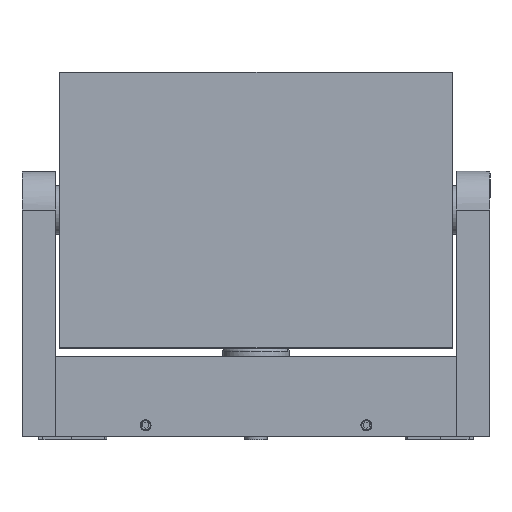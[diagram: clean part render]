
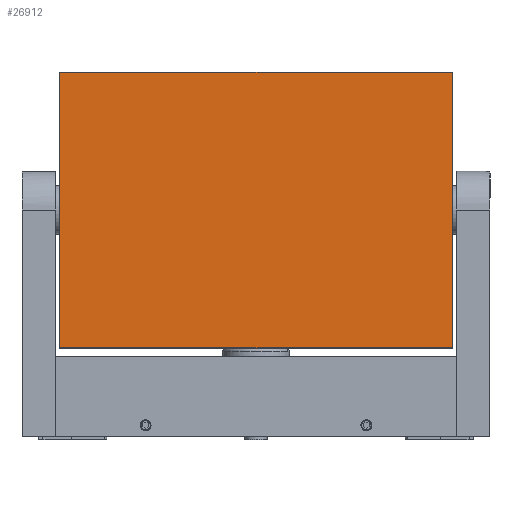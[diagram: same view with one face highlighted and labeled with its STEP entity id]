
A CAD part, top view. The second image highlights one B-rep face of the part: STEP entity #26912.
In plain terms, the highlighted face is planar.
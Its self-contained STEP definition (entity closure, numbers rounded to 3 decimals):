
#26782=CARTESIAN_POINT('Vertex',(-89.,62.5,-15.)) ;
#26789=CARTESIAN_POINT('Vertex',(89.,62.5,-15.)) ;
#26792=CARTESIAN_POINT('Line Origine',(0.,62.5,-15.)) ;
#26815=CARTESIAN_POINT('Vertex',(89.,-62.5,-15.)) ;
#26818=CARTESIAN_POINT('Line Origine',(89.,0.,-15.)) ;
#26860=CARTESIAN_POINT('Vertex',(-89.,-62.5,-15.)) ;
#26863=CARTESIAN_POINT('Line Origine',(0.,-62.5,-15.)) ;
#26882=CARTESIAN_POINT('Line Origine',(-89.,0.,-15.)) ;
#26901=CARTESIAN_POINT('Axis2P3D Location',(0.,0.,-15.)) ;
#26793=DIRECTION('Vector Direction',(-1.,0.,0.)) ;
#26819=DIRECTION('Vector Direction',(0.,1.,0.)) ;
#26864=DIRECTION('Vector Direction',(1.,0.,0.)) ;
#26883=DIRECTION('Vector Direction',(0.,-1.,0.)) ;
#26902=DIRECTION('Axis2P3D Direction',(-0.,0.,1.)) ;
#26903=DIRECTION('Axis2P3D XDirection',(1.,0.,0.)) ;
#26904=AXIS2_PLACEMENT_3D('Plane Axis2P3D',#26901,#26902,#26903) ;
#26907=ORIENTED_EDGE('',*,*,#26822,.F.) ;
#26908=ORIENTED_EDGE('',*,*,#26867,.F.) ;
#26909=ORIENTED_EDGE('',*,*,#26886,.F.) ;
#26910=ORIENTED_EDGE('',*,*,#26796,.F.) ;
#26794=VECTOR('Line Direction',#26793,1.) ;
#26820=VECTOR('Line Direction',#26819,1.) ;
#26865=VECTOR('Line Direction',#26864,1.) ;
#26884=VECTOR('Line Direction',#26883,1.) ;
#26912=ADVANCED_FACE('\X2\62D46A21\X0\3',(#26911),#26905,.F.) ;
#26796=EDGE_CURVE('',#26790,#26783,#26795,.T.) ;
#26822=EDGE_CURVE('',#26816,#26790,#26821,.T.) ;
#26867=EDGE_CURVE('',#26861,#26816,#26866,.T.) ;
#26886=EDGE_CURVE('',#26783,#26861,#26885,.T.) ;
#26906=EDGE_LOOP('',(#26907,#26908,#26909,#26910)) ;
#26911=FACE_OUTER_BOUND('',#26906,.T.) ;
#26795=LINE('Line',#26792,#26794) ;
#26821=LINE('Line',#26818,#26820) ;
#26866=LINE('Line',#26863,#26865) ;
#26885=LINE('Line',#26882,#26884) ;
#26905=PLANE('',#26904) ;
#26783=VERTEX_POINT('',#26782) ;
#26790=VERTEX_POINT('',#26789) ;
#26816=VERTEX_POINT('',#26815) ;
#26861=VERTEX_POINT('',#26860) ;
